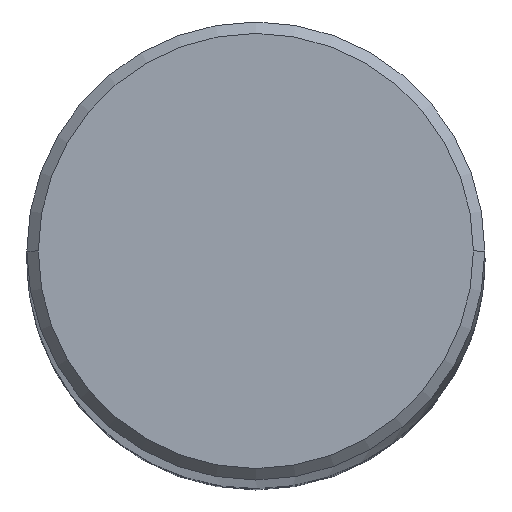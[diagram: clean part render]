
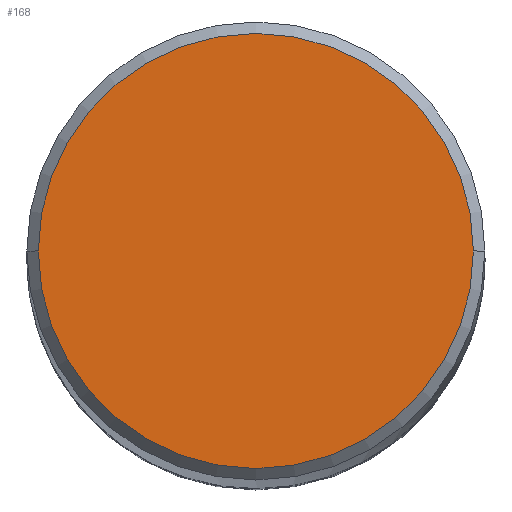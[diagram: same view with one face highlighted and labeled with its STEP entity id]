
A CAD part, top view. The second image highlights one B-rep face of the part: STEP entity #168.
In plain terms, the highlighted planar face has unit normal (0, 0, 1).
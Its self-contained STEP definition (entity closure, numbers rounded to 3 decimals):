
#32 = VERTEX_POINT ( 'NONE', #153 ) ;
#36 = VERTEX_POINT ( 'NONE', #269 ) ;
#138 = EDGE_CURVE ( 'NONE', #32, #36, #528, .T. ) ;
#153 = CARTESIAN_POINT ( 'NONE',  ( 5.7, 0., 75. ) ) ;
#168 = ADVANCED_FACE ( 'NONE', ( #452 ), #447, .T. ) ;
#171 = ORIENTED_EDGE ( 'NONE', *, *, #261, .T. ) ;
#230 = ORIENTED_EDGE ( 'NONE', *, *, #138, .T. ) ;
#261 = EDGE_CURVE ( 'NONE', #36, #32, #1050, .T. ) ;
#262 = EDGE_LOOP ( 'NONE', ( #171, #230 ) ) ;
#269 = CARTESIAN_POINT ( 'NONE',  ( -5.7, 0., 75. ) ) ;
#447 = PLANE ( 'NONE',  #543 ) ;
#448 = DIRECTION ( 'NONE',  ( 1., 0., 0. ) ) ;
#449 = DIRECTION ( 'NONE',  ( 0., 0., 1. ) ) ;
#450 = CARTESIAN_POINT ( 'NONE',  ( 0., 0., 75. ) ) ;
#451 = AXIS2_PLACEMENT_3D ( 'NONE', #450, #449, #448 ) ;
#452 = FACE_OUTER_BOUND ( 'NONE', #262, .T. ) ;
#510 = DIRECTION ( 'NONE',  ( 1., 0., 0. ) ) ;
#511 = DIRECTION ( 'NONE',  ( 0., 0., 1. ) ) ;
#512 = CARTESIAN_POINT ( 'NONE',  ( 0., 0., 75. ) ) ;
#528 = CIRCLE ( 'NONE', #451, 5.7 ) ;
#543 = AXIS2_PLACEMENT_3D ( 'NONE', #512, #511, #510 ) ;
#1024 = DIRECTION ( 'NONE',  ( 1., 0., 0. ) ) ;
#1025 = DIRECTION ( 'NONE',  ( 0., 0., 1. ) ) ;
#1048 = CARTESIAN_POINT ( 'NONE',  ( 0., 0., 75. ) ) ;
#1050 = CIRCLE ( 'NONE', #1057, 5.7 ) ;
#1057 = AXIS2_PLACEMENT_3D ( 'NONE', #1048, #1025, #1024 ) ;
